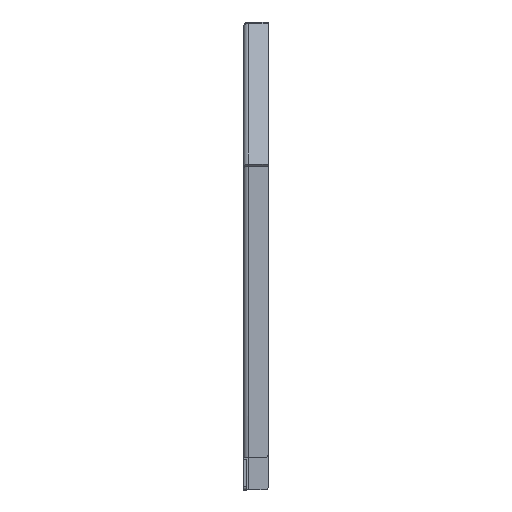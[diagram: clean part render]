
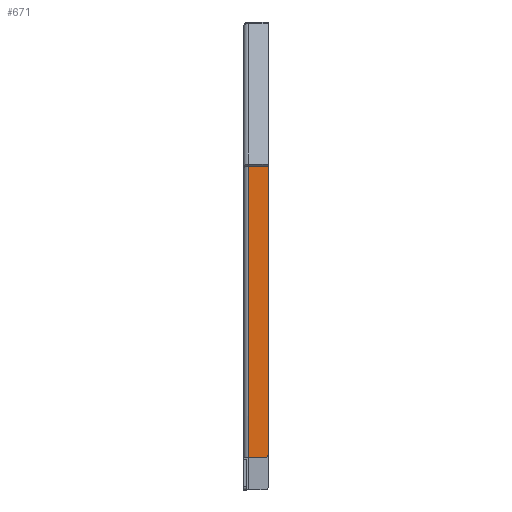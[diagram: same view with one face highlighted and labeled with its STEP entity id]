
A CAD part, left-side view. The second image highlights one B-rep face of the part: STEP entity #671.
In plain terms, the highlighted planar face has unit normal (-1, 0, 0).
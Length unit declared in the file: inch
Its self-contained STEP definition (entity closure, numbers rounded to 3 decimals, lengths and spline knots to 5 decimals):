
#40 = CARTESIAN_POINT ( 'NONE',  ( -8.8955, 0., 6.46433 ) ) ;
#57 = CARTESIAN_POINT ( 'NONE',  ( -8.8955, -0.36833, 0.6125 ) ) ;
#146 = DIRECTION ( 'NONE',  ( 0., 0., 1. ) ) ;
#148 = CARTESIAN_POINT ( 'NONE',  ( -8.8955, -0.03, 0. ) ) ;
#162 = ORIENTED_EDGE ( 'NONE', *, *, #554, .F. ) ;
#183 = EDGE_CURVE ( 'NONE', #475, #239, #1584, .T. ) ;
#225 = DIRECTION ( 'NONE',  ( 0., -1., 0. ) ) ;
#239 = VERTEX_POINT ( 'NONE', #891 ) ;
#331 = CARTESIAN_POINT ( 'NONE',  ( -8.8955, -0.03, 0.55 ) ) ;
#356 = ORIENTED_EDGE ( 'NONE', *, *, #1140, .T. ) ;
#436 = EDGE_LOOP ( 'NONE', ( #790, #661, #356, #464, #162 ) ) ;
#464 = ORIENTED_EDGE ( 'NONE', *, *, #1593, .F. ) ;
#475 = VERTEX_POINT ( 'NONE', #510 ) ;
#510 = CARTESIAN_POINT ( 'NONE',  ( -8.8955, -0.36833, 0.55 ) ) ;
#554 = EDGE_CURVE ( 'NONE', #1135, #1299, #2317, .T. ) ;
#618 = DIRECTION ( 'NONE',  ( 0., 1., 0. ) ) ;
#661 = ORIENTED_EDGE ( 'NONE', *, *, #183, .T. ) ;
#663 = VERTEX_POINT ( 'NONE', #1616 ) ;
#671 = ADVANCED_FACE ( 'NONE', ( #1423 ), #2200, .F. ) ;
#694 = CARTESIAN_POINT ( 'NONE',  ( -8.8955, -0.03, 6.46433 ) ) ;
#790 = ORIENTED_EDGE ( 'NONE', *, *, #1943, .T. ) ;
#891 = CARTESIAN_POINT ( 'NONE',  ( -8.8955, -0.43083, 0.6125 ) ) ;
#893 = VECTOR ( 'NONE', #1376, 39.37008 ) ;
#1037 = VECTOR ( 'NONE', #1405, 39.37008 ) ;
#1087 = DIRECTION ( 'NONE',  ( 0., 1., 0. ) ) ;
#1135 = VERTEX_POINT ( 'NONE', #331 ) ;
#1140 = EDGE_CURVE ( 'NONE', #239, #663, #1546, .T. ) ;
#1215 = CARTESIAN_POINT ( 'NONE',  ( -8.8955, 0., 0. ) ) ;
#1299 = VERTEX_POINT ( 'NONE', #694 ) ;
#1315 = DIRECTION ( 'NONE',  ( -1., 0., 0. ) ) ;
#1376 = DIRECTION ( 'NONE',  ( 0., 0., 1. ) ) ;
#1405 = DIRECTION ( 'NONE',  ( 0., -1., 0. ) ) ;
#1416 = CARTESIAN_POINT ( 'NONE',  ( -8.8955, -0.43083, 0.55 ) ) ;
#1423 = FACE_OUTER_BOUND ( 'NONE', #436, .T. ) ;
#1425 = DIRECTION ( 'NONE',  ( 1., 0., 0. ) ) ;
#1546 = LINE ( 'NONE', #2097, #1922 ) ;
#1584 = CIRCLE ( 'NONE', #1596, 0.0625 ) ;
#1593 = EDGE_CURVE ( 'NONE', #1299, #663, #1648, .T. ) ;
#1596 = AXIS2_PLACEMENT_3D ( 'NONE', #57, #1315, #1087 ) ;
#1606 = AXIS2_PLACEMENT_3D ( 'NONE', #1215, #1425, #618 ) ;
#1616 = CARTESIAN_POINT ( 'NONE',  ( -8.8955, -0.43083, 6.46433 ) ) ;
#1648 = LINE ( 'NONE', #40, #2253 ) ;
#1922 = VECTOR ( 'NONE', #146, 39.37008 ) ;
#1943 = EDGE_CURVE ( 'NONE', #1135, #475, #2055, .T. ) ;
#2055 = LINE ( 'NONE', #1416, #1037 ) ;
#2097 = CARTESIAN_POINT ( 'NONE',  ( -8.8955, -0.43083, 6.46975 ) ) ;
#2200 = PLANE ( 'NONE',  #1606 ) ;
#2253 = VECTOR ( 'NONE', #225, 39.37008 ) ;
#2317 = LINE ( 'NONE', #148, #893 ) ;
